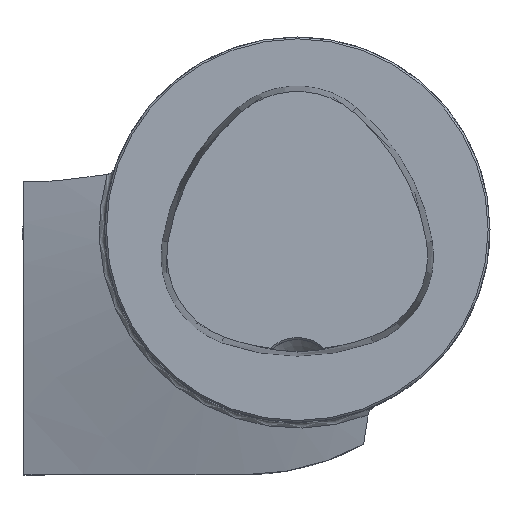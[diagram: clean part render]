
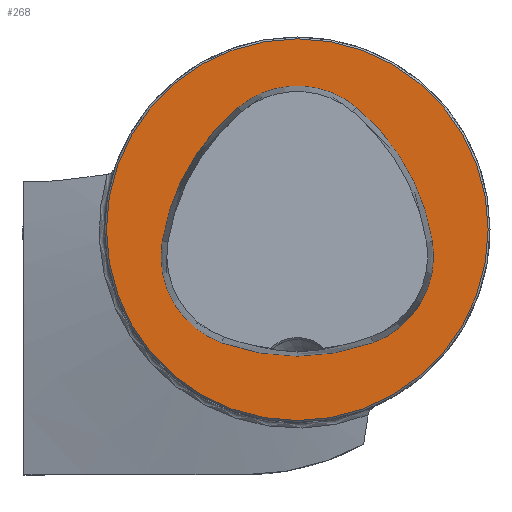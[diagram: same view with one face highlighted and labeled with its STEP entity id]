
A CAD part, top view. The second image highlights one B-rep face of the part: STEP entity #268.
In plain terms, the highlighted planar face has unit normal (0, 0, 1).
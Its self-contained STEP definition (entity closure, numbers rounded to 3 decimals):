
#113=FACE_BOUND('',#541,.T.);
#114=FACE_BOUND('',#542,.T.);
#215=CIRCLE('',#2211,36.075);
#217=CIRCLE('',#2214,36.075);
#218=CIRCLE('',#2215,15.075);
#219=CIRCLE('',#2216,36.075);
#220=CIRCLE('',#2217,15.075);
#221=CIRCLE('',#2218,15.075);
#222=CIRCLE('',#2219,31.2);
#268=ADVANCED_FACE('CU_E_LO_SU_1',(#113,#114),#369,.T.);
#369=PLANE('',#2220);
#541=EDGE_LOOP('',(#873,#874,#875,#876,#877,#878));
#542=EDGE_LOOP('',(#879));
#873=ORIENTED_EDGE('',*,*,#1619,.F.);
#874=ORIENTED_EDGE('',*,*,#1620,.F.);
#875=ORIENTED_EDGE('',*,*,#1621,.F.);
#876=ORIENTED_EDGE('',*,*,#1622,.F.);
#877=ORIENTED_EDGE('',*,*,#1616,.F.);
#878=ORIENTED_EDGE('',*,*,#1623,.F.);
#879=ORIENTED_EDGE('',*,*,#1624,.T.);
#1400=VERTEX_POINT('',#3570);
#1401=VERTEX_POINT('',#3572);
#1403=VERTEX_POINT('',#3578);
#1404=VERTEX_POINT('',#3579);
#1405=VERTEX_POINT('',#3581);
#1406=VERTEX_POINT('',#3583);
#1407=VERTEX_POINT('',#3587);
#1616=EDGE_CURVE('',#1400,#1401,#215,.T.);
#1619=EDGE_CURVE('',#1403,#1404,#217,.T.);
#1620=EDGE_CURVE('',#1405,#1403,#218,.T.);
#1621=EDGE_CURVE('',#1406,#1405,#219,.T.);
#1622=EDGE_CURVE('',#1401,#1406,#220,.T.);
#1623=EDGE_CURVE('',#1404,#1400,#221,.T.);
#1624=EDGE_CURVE('',#1407,#1407,#222,.T.);
#2211=AXIS2_PLACEMENT_3D('',#3571,#2518,#2519);
#2214=AXIS2_PLACEMENT_3D('',#3577,#2525,#2526);
#2215=AXIS2_PLACEMENT_3D('',#3580,#2527,#2528);
#2216=AXIS2_PLACEMENT_3D('',#3582,#2529,#2530);
#2217=AXIS2_PLACEMENT_3D('',#3584,#2531,#2532);
#2218=AXIS2_PLACEMENT_3D('',#3585,#2533,#2534);
#2219=AXIS2_PLACEMENT_3D('',#3586,#2535,#2536);
#2220=AXIS2_PLACEMENT_3D('',#3588,#2537,#2538);
#2518=DIRECTION('',(0.,0.,1.));
#2519=DIRECTION('',(1.,0.,0.));
#2525=DIRECTION('',(0.,0.,1.));
#2526=DIRECTION('',(1.,0.,0.));
#2527=DIRECTION('',(0.,0.,1.));
#2528=DIRECTION('',(1.,0.,0.));
#2529=DIRECTION('',(0.,0.,1.));
#2530=DIRECTION('',(1.,0.,0.));
#2531=DIRECTION('',(0.,0.,1.));
#2532=DIRECTION('',(1.,0.,0.));
#2533=DIRECTION('',(0.,0.,1.));
#2534=DIRECTION('',(1.,0.,0.));
#2535=DIRECTION('',(0.,0.,1.));
#2536=DIRECTION('',(1.,0.,0.));
#2537=DIRECTION('',(0.,0.,1.));
#2538=DIRECTION('',(1.,0.,0.));
#3570=CARTESIAN_POINT('',(-12.368,-18.489,0.));
#3571=CARTESIAN_POINT('',(0.,15.4,0.));
#3572=CARTESIAN_POINT('',(12.368,-18.489,0.));
#3577=CARTESIAN_POINT('',(13.535,-7.656,0.));
#3578=CARTESIAN_POINT('',(-9.716,19.927,0.));
#3579=CARTESIAN_POINT('',(-22.084,-1.937,0.));
#3580=CARTESIAN_POINT('',(0.,8.4,0.));
#3581=CARTESIAN_POINT('',(9.716,19.927,0.));
#3582=CARTESIAN_POINT('',(-13.535,-7.656,0.));
#3583=CARTESIAN_POINT('',(22.084,-1.937,0.));
#3584=CARTESIAN_POINT('',(7.2,-4.327,0.));
#3585=CARTESIAN_POINT('',(-7.2,-4.327,0.));
#3586=CARTESIAN_POINT('',(0.,0.,0.));
#3587=CARTESIAN_POINT('',(31.2,0.,0.));
#3588=CARTESIAN_POINT('',(0.,0.,0.));
